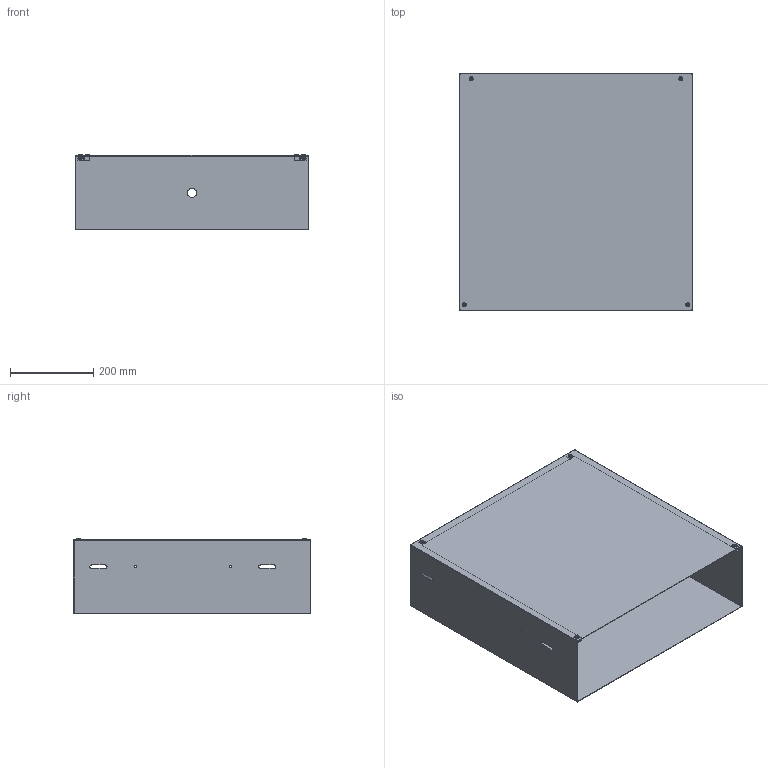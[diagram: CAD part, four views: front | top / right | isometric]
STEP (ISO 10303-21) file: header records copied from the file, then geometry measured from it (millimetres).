
FILE_DESCRIPTION (( 'STEP AP214' ), '1' );
FILE_NAME ('SCE-KBH.STEP', '2021-02-04T20:44:22', ( '' ), ( '' ), 'SwSTEP 2.0', 'SolidWorks 2019', '' );
FILE_SCHEMA (( 'AUTOMOTIVE_DESIGN' ));
Length unit declared in the file: inch
Products named in the file (1): SCE-KBH
Bounding box: 561.24 x 568.33 x 182.58 mm (x, y, z)
Volume: 1179507.9 mm3; surface area: 1942581.3 mm2
Topology: 10 solids, 10 shells, 483 faces, 1317 edges, 790 vertices
Faces by surface type: plane 228, cylinder 151, bspline 92, cone 12
Full cylindrical faces by diameter (mm): 4.064 x4, 4.318 x4, 4.623 x4, 4.775 x4, 7.137 x2, 7.14 x2, 9.474 x4, 22.23 x1
Entity records: 22646 total; most frequent: CARTESIAN_POINT 5294, ORIENTED_EDGE 2344, DIRECTION 2002, EDGE_CURVE 1172, VERTEX_POINT 770, AXIS2_PLACEMENT_3D 678, LINE 646, VECTOR 646
